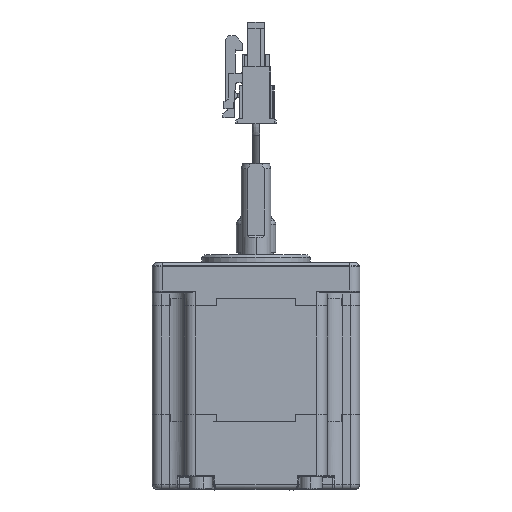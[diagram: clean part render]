
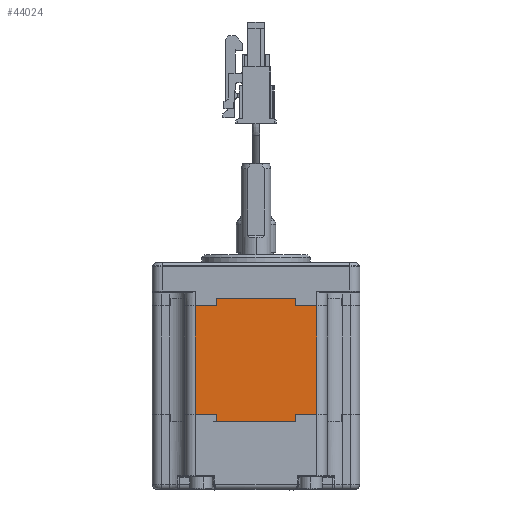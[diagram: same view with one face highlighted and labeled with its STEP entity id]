
A CAD part, front view. The second image highlights one B-rep face of the part: STEP entity #44024.
In plain terms, the highlighted planar face has unit normal (0, -1, 0).
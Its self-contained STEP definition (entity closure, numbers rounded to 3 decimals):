
#1387 = CARTESIAN_POINT ( 'NONE',  ( -8.078, -21., 11. ) ) ;
#1388 = DIRECTION ( 'NONE',  ( 0., 0., -1. ) ) ;
#1389 = VECTOR ( 'NONE', #1388, 1000. ) ;
#1390 = CARTESIAN_POINT ( 'NONE',  ( -8.078, -21., 11. ) ) ;
#1391 = LINE ( 'NONE', #1390, #1389 ) ;
#1392 = CARTESIAN_POINT ( 'NONE',  ( -8.078, -21., 12.5 ) ) ;
#1393 = DIRECTION ( 'NONE',  ( 1., 0., 0. ) ) ;
#1394 = VECTOR ( 'NONE', #1393, 1000. ) ;
#1395 = CARTESIAN_POINT ( 'NONE',  ( 12.351, -21., 12.5 ) ) ;
#1402 = LINE ( 'NONE', #1395, #1394 ) ;
#1425 = CARTESIAN_POINT ( 'NONE',  ( -12.351, -21., -11. ) ) ;
#1461 = CARTESIAN_POINT ( 'NONE',  ( -8.078, -21., -11. ) ) ;
#1462 = CARTESIAN_POINT ( 'NONE',  ( -8.078, -21., -12.5 ) ) ;
#1463 = DIRECTION ( 'NONE',  ( 0., 0., 1. ) ) ;
#1464 = VECTOR ( 'NONE', #1463, 1000. ) ;
#1465 = CARTESIAN_POINT ( 'NONE',  ( -8.078, -21., -11. ) ) ;
#1470 = LINE ( 'NONE', #1465, #1464 ) ;
#1533 = DIRECTION ( 'NONE',  ( -1., 0., 0. ) ) ;
#1534 = VECTOR ( 'NONE', #1533, 1000. ) ;
#1535 = CARTESIAN_POINT ( 'NONE',  ( 12.351, -21., 11. ) ) ;
#1536 = LINE ( 'NONE', #1535, #1534 ) ;
#1554 = CARTESIAN_POINT ( 'NONE',  ( 8.078, -21., 12.5 ) ) ;
#1555 = DIRECTION ( 'NONE',  ( 0., 0., 1. ) ) ;
#1556 = VECTOR ( 'NONE', #1555, 1000. ) ;
#1557 = CARTESIAN_POINT ( 'NONE',  ( 8.078, -21., 11. ) ) ;
#1558 = LINE ( 'NONE', #1557, #1556 ) ;
#1559 = CARTESIAN_POINT ( 'NONE',  ( 8.078, -21., 11. ) ) ;
#1560 = DIRECTION ( 'NONE',  ( -1., 0., 0. ) ) ;
#1561 = VECTOR ( 'NONE', #1560, 1000. ) ;
#1562 = CARTESIAN_POINT ( 'NONE',  ( 12.351, -21., 11. ) ) ;
#1563 = LINE ( 'NONE', #1562, #1561 ) ;
#1564 = CARTESIAN_POINT ( 'NONE',  ( 12.351, -21., 11. ) ) ;
#1565 = DIRECTION ( 'NONE',  ( 0., 0., 1. ) ) ;
#1566 = VECTOR ( 'NONE', #1565, 1000. ) ;
#1567 = CARTESIAN_POINT ( 'NONE',  ( 12.351, -21., -12.5 ) ) ;
#1568 = LINE ( 'NONE', #1567, #1566 ) ;
#9242 = CARTESIAN_POINT ( 'NONE',  ( 12.351, -21., -11. ) ) ;
#32685 = DIRECTION ( 'NONE',  ( 1., 0., 0. ) ) ;
#32686 = VECTOR ( 'NONE', #32685, 1000. ) ;
#32687 = CARTESIAN_POINT ( 'NONE',  ( 12.351, -21., -12.5 ) ) ;
#32688 = LINE ( 'NONE', #32687, #32686 ) ;
#33724 = CARTESIAN_POINT ( 'NONE',  ( 8.078, -21., -12.5 ) ) ;
#33874 = CARTESIAN_POINT ( 'NONE',  ( 8.078, -21., -11. ) ) ;
#33875 = DIRECTION ( 'NONE',  ( 0., 0., -1. ) ) ;
#33876 = VECTOR ( 'NONE', #33875, 1000. ) ;
#33877 = CARTESIAN_POINT ( 'NONE',  ( 8.078, -21., -11. ) ) ;
#33878 = LINE ( 'NONE', #33877, #33876 ) ;
#34353 = DIRECTION ( 'NONE',  ( 1., 0., 0. ) ) ;
#34354 = VECTOR ( 'NONE', #34353, 1000. ) ;
#34355 = CARTESIAN_POINT ( 'NONE',  ( 12.351, -21., -11. ) ) ;
#34376 = LINE ( 'NONE', #34355, #34354 ) ;
#35228 = DIRECTION ( 'NONE',  ( 0., 0., -1. ) ) ;
#35229 = DIRECTION ( 'NONE',  ( 0., -1., 0. ) ) ;
#35230 = CARTESIAN_POINT ( 'NONE',  ( 12.351, -21., -12.5 ) ) ;
#35231 = AXIS2_PLACEMENT_3D ( 'NONE', #35230, #35229, #35228 ) ;
#35233 = PLANE ( 'NONE',  #35231 ) ;
#35234 = FACE_OUTER_BOUND ( 'NONE', #44195, .T. ) ;
#35279 = DIRECTION ( 'NONE',  ( 1., 0., 0. ) ) ;
#35280 = VECTOR ( 'NONE', #35279, 1000. ) ;
#35281 = CARTESIAN_POINT ( 'NONE',  ( 12.351, -21., -11. ) ) ;
#35282 = LINE ( 'NONE', #35281, #35280 ) ;
#35427 = CARTESIAN_POINT ( 'NONE',  ( -12.351, -21., 11. ) ) ;
#35428 = DIRECTION ( 'NONE',  ( 0., 0., 1. ) ) ;
#35429 = VECTOR ( 'NONE', #35428, 1000. ) ;
#35430 = CARTESIAN_POINT ( 'NONE',  ( -12.351, -21., -12.5 ) ) ;
#35431 = LINE ( 'NONE', #35430, #35429 ) ;
#42749 = ORIENTED_EDGE ( 'NONE', *, *, #44081, .T. ) ;
#42774 = ORIENTED_EDGE ( 'NONE', *, *, #55688, .F. ) ;
#42777 = EDGE_CURVE ( 'NONE', #55690, #43281, #32688, .T. ) ;
#42987 = ORIENTED_EDGE ( 'NONE', *, *, #42777, .T. ) ;
#43281 = VERTEX_POINT ( 'NONE', #33724 ) ;
#43332 = EDGE_CURVE ( 'NONE', #43337, #43281, #33878, .T. ) ;
#43337 = VERTEX_POINT ( 'NONE', #33874 ) ;
#43533 = ORIENTED_EDGE ( 'NONE', *, *, #43332, .F. ) ;
#43539 = EDGE_CURVE ( 'NONE', #43337, #60389, #34376, .T. ) ;
#43994 = ORIENTED_EDGE ( 'NONE', *, *, #43539, .T. ) ;
#44024 = ADVANCED_FACE ( 'NONE', ( #35234 ), #35233, .T. ) ;
#44081 = EDGE_CURVE ( 'NONE', #55661, #55691, #35282, .T. ) ;
#44195 = EDGE_LOOP ( 'NONE', ( #44204, #42749, #42774, #42987, #43533, #43994, #55542, #55774, #55777, #55780, #55638, #55642 ) ) ;
#44204 = ORIENTED_EDGE ( 'NONE', *, *, #44209, .F. ) ;
#44209 = EDGE_CURVE ( 'NONE', #55661, #44211, #35431, .T. ) ;
#44211 = VERTEX_POINT ( 'NONE', #35427 ) ;
#55542 = ORIENTED_EDGE ( 'NONE', *, *, #55770, .T. ) ;
#55633 = EDGE_CURVE ( 'NONE', #55636, #55779, #1402, .T. ) ;
#55636 = VERTEX_POINT ( 'NONE', #1392 ) ;
#55638 = ORIENTED_EDGE ( 'NONE', *, *, #55640, .T. ) ;
#55640 = EDGE_CURVE ( 'NONE', #55636, #55641, #1391, .T. ) ;
#55641 = VERTEX_POINT ( 'NONE', #1387 ) ;
#55642 = ORIENTED_EDGE ( 'NONE', *, *, #55743, .T. ) ;
#55661 = VERTEX_POINT ( 'NONE', #1425 ) ;
#55688 = EDGE_CURVE ( 'NONE', #55690, #55691, #1470, .T. ) ;
#55690 = VERTEX_POINT ( 'NONE', #1462 ) ;
#55691 = VERTEX_POINT ( 'NONE', #1461 ) ;
#55743 = EDGE_CURVE ( 'NONE', #55641, #44211, #1536, .T. ) ;
#55770 = EDGE_CURVE ( 'NONE', #60389, #55772, #1568, .T. ) ;
#55772 = VERTEX_POINT ( 'NONE', #1564 ) ;
#55774 = ORIENTED_EDGE ( 'NONE', *, *, #55775, .T. ) ;
#55775 = EDGE_CURVE ( 'NONE', #55772, #55776, #1563, .T. ) ;
#55776 = VERTEX_POINT ( 'NONE', #1559 ) ;
#55777 = ORIENTED_EDGE ( 'NONE', *, *, #55778, .T. ) ;
#55778 = EDGE_CURVE ( 'NONE', #55776, #55779, #1558, .T. ) ;
#55779 = VERTEX_POINT ( 'NONE', #1554 ) ;
#55780 = ORIENTED_EDGE ( 'NONE', *, *, #55633, .F. ) ;
#60389 = VERTEX_POINT ( 'NONE', #9242 ) ;
